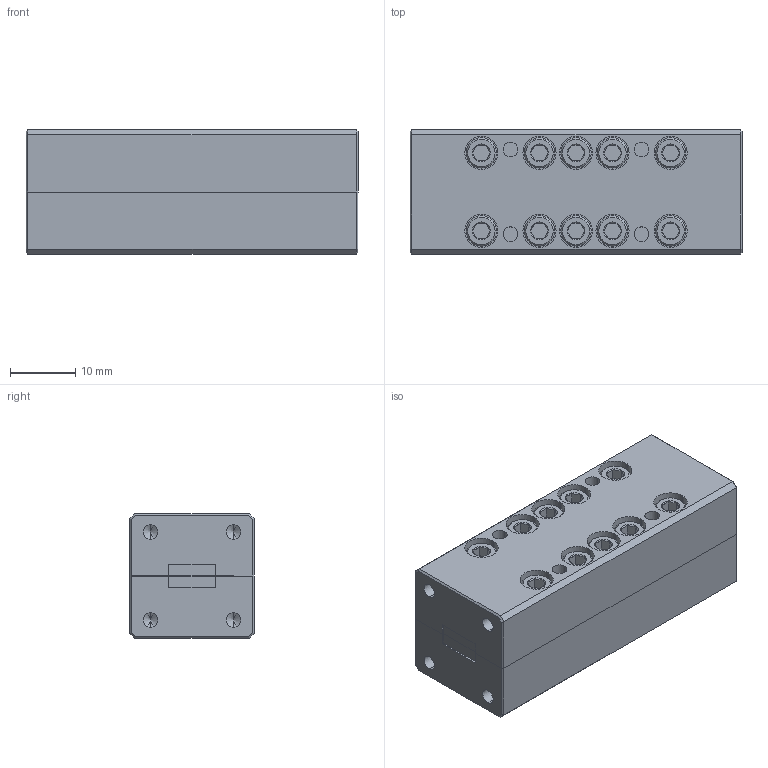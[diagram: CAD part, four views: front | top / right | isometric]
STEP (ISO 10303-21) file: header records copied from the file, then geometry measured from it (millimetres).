
FILE_DESCRIPTION (( 'STEP AP203' ), '1' );
FILE_NAME ('SWF-40348360-28-L1.STEP', '2019-06-10T23:44:19', ( '' ), ( '' ), 'SwSTEP 2.0', 'SolidWorks 2016', '' );
FILE_SCHEMA (( 'CONFIG_CONTROL_DESIGN' ));
Products named in the file (1): SWF-40348360-28-L1
Bounding box: 50.8 x 19.05 x 19.05 mm (x, y, z)
Volume: 17418.4 mm3; surface area: 10589.3 mm2
Topology: 12 solids, 12 shells, 1078 faces, 2826 edges, 1792 vertices
Faces by surface type: cylinder 722, plane 170, cone 166, bspline 20
Entity records: 47553 total; most frequent: CARTESIAN_POINT 24761, ORIENTED_EDGE 5580, DIRECTION 3982, EDGE_CURVE 2790, VERTEX_POINT 1792, AXIS2_PLACEMENT_3D 1463, EDGE_LOOP 1154, ADVANCED_FACE 1078
